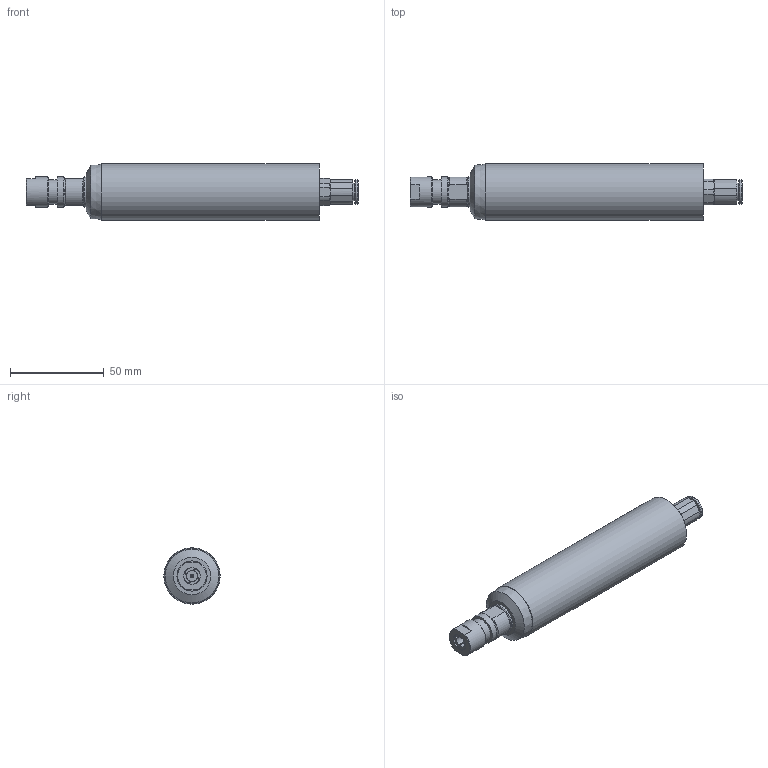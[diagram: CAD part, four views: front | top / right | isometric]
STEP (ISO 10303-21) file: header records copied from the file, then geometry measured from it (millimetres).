
FILE_DESCRIPTION((''),'2;1');
FILE_NAME('ES 350 ER_60012157.stp','2009-03-10T08:33:14',('rmorof'),(''),'Autodesk Inventor 2008','Autodesk Inventor 2008','');
FILE_SCHEMA(('CONFIG_CONTROL_DESIGN'));
Length unit declared in the file: millimetre
Products named in the file (1): ES 350 ER_60012157
Bounding box: 176.94 x 30 x 30 mm (x, y, z)
Volume: 92977.8 mm3; surface area: 17511.9 mm2
Topology: 1 solids, 1 shells, 168 faces, 416 edges, 263 vertices
Faces by surface type: plane 85, cylinder 41, cone 38, bspline 3, torus 1
Full cylindrical faces by diameter (mm): 6 x1, 8 x1, 9 x1, 9.2 x1, 13 x2, 16 x3, 28.243 x1, 30 x1
Entity records: 4971 total; most frequent: CARTESIAN_POINT 1038, DIRECTION 786, ORIENTED_EDGE 764, EDGE_CURVE 382, AXIS2_PLACEMENT_3D 322, VERTEX_POINT 252, EDGE_LOOP 204, FACE_OUTER_BOUND 168
